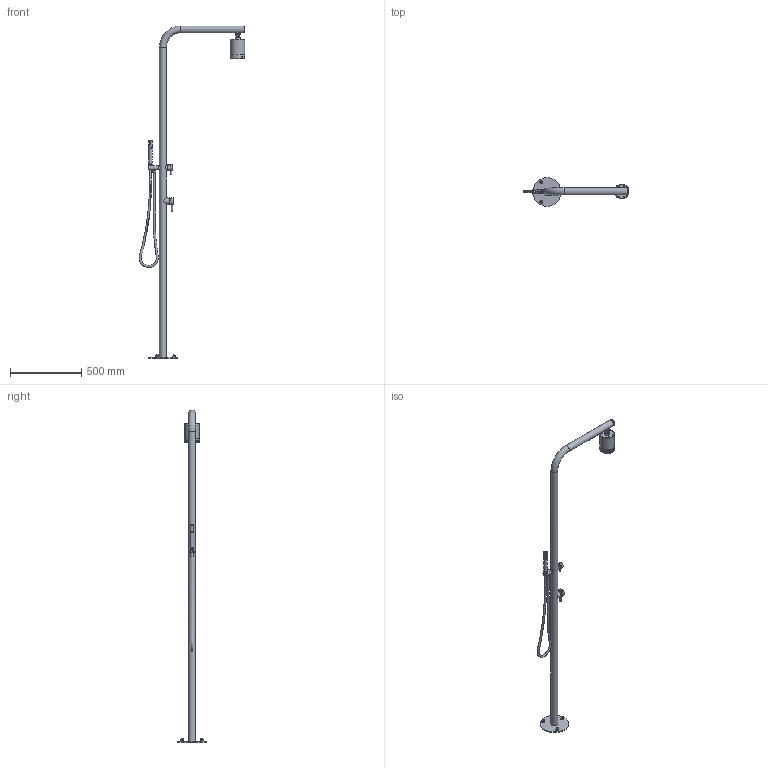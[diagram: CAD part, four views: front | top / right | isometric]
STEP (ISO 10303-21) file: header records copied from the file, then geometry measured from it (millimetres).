
FILE_DESCRIPTION(/* description */ ('Unknown'),/* implementation_level */ '2;1');
FILE_NAME(/* name */ 'AR090',/* time_stamp */ '2022-12-19T08:06:18+01:00',/* author */ ('Unknown'),/* organization */ ('Unknown'),/* preprocessor_version */ 'ST-DEVELOPER v16.7',/* originating_system */ 'DEX',/* authorisation */ $);
FILE_SCHEMA (('AUTOMOTIVE_DESIGN {1 0 10303 214 3 1 1}'));
Length unit declared in the file: millimetre
Products named in the file (43): AR090-00; AR015-00; Flex; codolo_conico; AR090-13; AR352-00_oa_0; C063155_00101ZZ INOX; A101064_01500ZZ; AR472-00_oa_1; A011251_01500ZZ; CART-SOFF-VELVET-D100_ASM_oa_2; A063091 brass; GOMMA-D100-VELVET; C067048; C020046; C092055_00000ZZ; C099007; C027014; AR090-12; ATT SOFFIONE_oa_3; C40-09; S40-12; AR090-001; flangia; colonna c50; AR090-005_oa_4; SPDE-01; GR-M4x4; AR090-04; TSPEI M3x16; AR090-07; AR090-003_oa_5; C90-10 R1; C90-11; TSPEI M4x12; AR090-02; MX35-00_oa_6; AR090-002_oa_7; MX35-06; C90-13 ...
Assembly tree (52 placements, depth 4):
  AR090-00
    AR015-00
      Flex
      codolo_conico  x2
    AR090-13  x3
    AR352-00_oa_0
      C063155_00101ZZ INOX
      A101064_01500ZZ
    AR472-00_oa_1
      A011251_01500ZZ
      CART-SOFF-VELVET-D100_ASM_oa_2
        A063091 brass
        GOMMA-D100-VELVET
      C067048
      C020046
      C092055_00000ZZ  x4
      C099007
      C027014
    AR090-12  x3
    ATT SOFFIONE_oa_3
      C40-09
      S40-12
    AR090-001
      flangia
      colonna c50
    AR090-005_oa_4
      SPDE-01
      GR-M4x4  x2
    AR090-04
    TSPEI M3x16  x2
    AR090-07
    AR090-003_oa_5
      C90-10 R1
      C90-11
    TSPEI M4x12
    AR090-02
    MX35-00_oa_6
      AR090-002_oa_7
        MX35-06
        C90-13
      MX35-04
      AR090-08
      MX35-17
Bounding box: 741.72 x 200.5 x 2330.65 mm (x, y, z)
Volume: 1917410.3 mm3; surface area: 1210152.6 mm2
Topology: 42 solids, 42 shells, 2623 faces, 6723 edges, 4323 vertices
Faces by surface type: bspline 660, cone 624, plane 499, torus 462, cylinder 369, sphere 9
Full cylindrical faces by diameter (mm): 1.2 x29, 2.4 x8, 2.953 x2, 3 x2, 3.2 x4, 3.242 x2, 3.6 x4, 4 x48, 4.134 x10, 4.8 x1, 6 x1, 6.13 x2, 6.2 x1, 7 x2, 7.4 x1, 7.5 x5, 8 x3, 8.376 x3, 8.8 x2, 9 x1, 9.8 x2, 9.9 x1, 10 x4, 10.5 x4, 11 x2, 11.445 x2, 12 x1, 13.157 x1, 13.8 x1, 14 x1
Entity records: 101299 total; most frequent: CARTESIAN_POINT 51971, DIRECTION 8833, ORIENTED_EDGE 8292, FACE_BOUND 4394, EDGE_LOOP 4381, AXIS2_PLACEMENT_3D 4177, EDGE_CURVE 4146, VERTEX_POINT 3254
